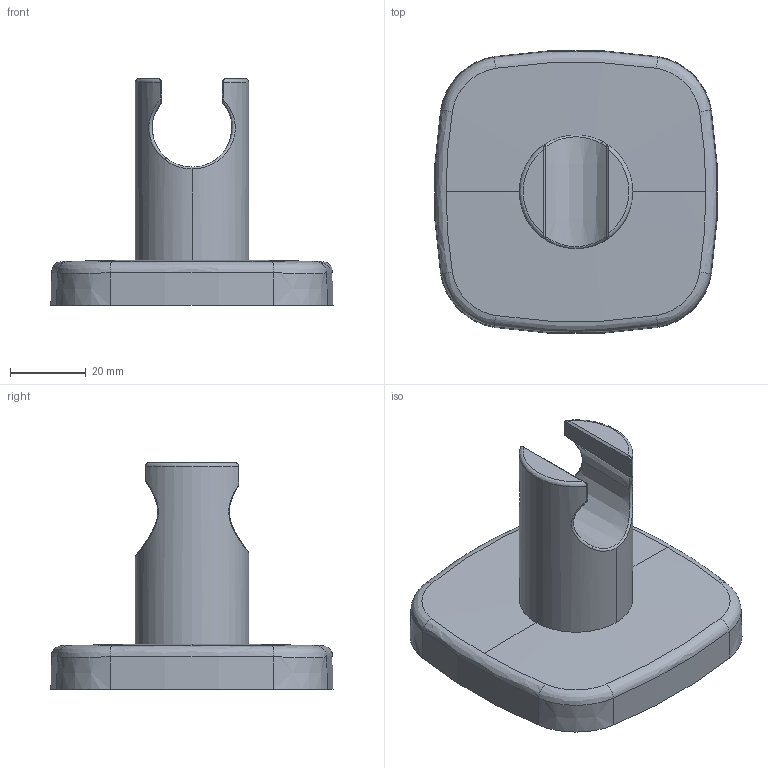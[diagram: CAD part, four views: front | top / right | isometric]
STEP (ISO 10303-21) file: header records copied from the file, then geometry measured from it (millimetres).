
FILE_DESCRIPTION (( 'STEP AP203' ), '1' );
FILE_NAME ('251301(2017)+44440193.STEP', '2017-03-21T12:07:06', ( '' ), ( '' ), 'SwSTEP 2.0', 'SolidWorks 2016', '' );
FILE_SCHEMA (( 'CONFIG_CONTROL_DESIGN' ));
Length unit declared in the file: millimetre
Products named in the file (1): 251301(2017)+44440193
Bounding box: 74.62 x 74.62 x 59.94 mm (x, y, z)
Volume: 80990 mm3; surface area: 17590 mm2
Topology: 1 solids, 1 shells, 45 faces, 110 edges, 68 vertices
Faces by surface type: bspline 18, plane 12, cone 11, sphere 2, cylinder 2
Entity records: 3487 total; most frequent: CARTESIAN_POINT 2512, ORIENTED_EDGE 220, DIRECTION 134, EDGE_CURVE 110, VERTEX_POINT 68, B_SPLINE_CURVE_WITH_KNOTS 54, AXIS2_PLACEMENT_3D 52, EDGE_LOOP 46
